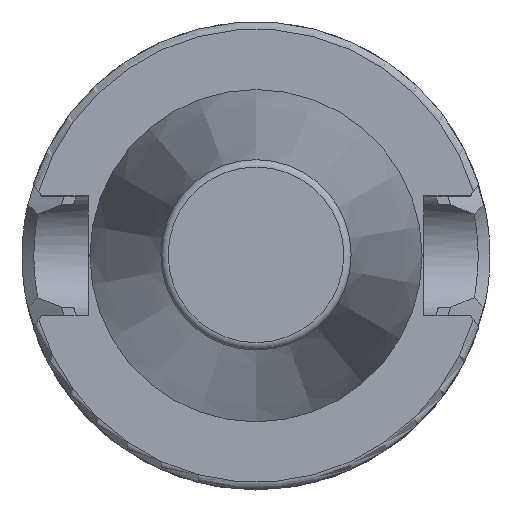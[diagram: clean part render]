
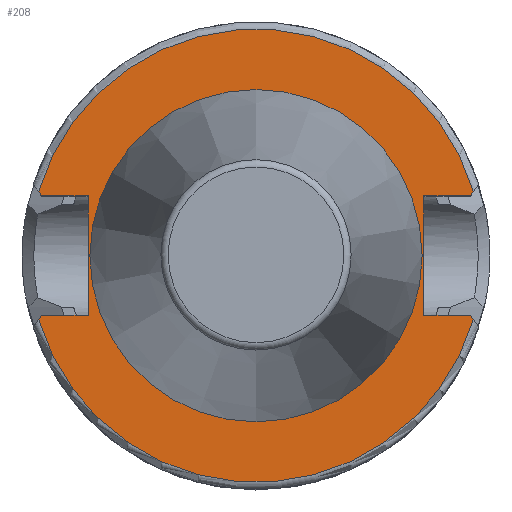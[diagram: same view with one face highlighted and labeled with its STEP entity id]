
A CAD part, top view. The second image highlights one B-rep face of the part: STEP entity #208.
In plain terms, the highlighted planar face has unit normal (0, 0, 1).
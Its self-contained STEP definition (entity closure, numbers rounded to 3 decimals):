
#71=FACE_BOUND('',#321,.T.);
#72=FACE_BOUND('',#322,.T.);
#149=PLANE('',#1016);
#208=ADVANCED_FACE('',(#71,#72),#149,.T.);
#321=EDGE_LOOP('',(#526));
#322=EDGE_LOOP('',(#527,#528,#529,#530,#531,#532,#533,#534,#535,#536,#537,
#538));
#382=LINE('',#1380,#420);
#386=LINE('',#1404,#424);
#390=LINE('',#1530,#428);
#391=LINE('',#1532,#429);
#392=LINE('',#1534,#430);
#393=LINE('',#1538,#431);
#394=LINE('',#1540,#432);
#395=LINE('',#1542,#433);
#396=LINE('',#1544,#434);
#397=LINE('',#1546,#435);
#420=VECTOR('',#1102,1.);
#424=VECTOR('',#1108,1.);
#428=VECTOR('',#1192,1.);
#429=VECTOR('',#1193,1.);
#430=VECTOR('',#1194,1.);
#431=VECTOR('',#1197,1.);
#432=VECTOR('',#1198,1.);
#433=VECTOR('',#1199,1.);
#434=VECTOR('',#1200,1.);
#435=VECTOR('',#1201,1.);
#526=ORIENTED_EDGE('',*,*,#817,.F.);
#527=ORIENTED_EDGE('',*,*,#820,.T.);
#528=ORIENTED_EDGE('',*,*,#821,.T.);
#529=ORIENTED_EDGE('',*,*,#822,.F.);
#530=ORIENTED_EDGE('',*,*,#823,.F.);
#531=ORIENTED_EDGE('',*,*,#824,.F.);
#532=ORIENTED_EDGE('',*,*,#825,.T.);
#533=ORIENTED_EDGE('',*,*,#826,.T.);
#534=ORIENTED_EDGE('',*,*,#827,.T.);
#535=ORIENTED_EDGE('',*,*,#828,.F.);
#536=ORIENTED_EDGE('',*,*,#789,.F.);
#537=ORIENTED_EDGE('',*,*,#788,.F.);
#538=ORIENTED_EDGE('',*,*,#783,.T.);
#694=VERTEX_POINT('',#1379);
#695=VERTEX_POINT('',#1381);
#697=VERTEX_POINT('',#1403);
#698=VERTEX_POINT('',#1407);
#722=VERTEX_POINT('',#1522);
#725=VERTEX_POINT('',#1531);
#726=VERTEX_POINT('',#1533);
#727=VERTEX_POINT('',#1535);
#728=VERTEX_POINT('',#1537);
#729=VERTEX_POINT('',#1539);
#730=VERTEX_POINT('',#1541);
#731=VERTEX_POINT('',#1543);
#732=VERTEX_POINT('',#1545);
#783=EDGE_CURVE('',#695,#694,#382,.T.);
#788=EDGE_CURVE('',#695,#697,#386,.T.);
#789=EDGE_CURVE('',#697,#698,#889,.T.);
#817=EDGE_CURVE('',#722,#722,#907,.T.);
#820=EDGE_CURVE('',#694,#725,#390,.T.);
#821=EDGE_CURVE('',#725,#726,#391,.T.);
#822=EDGE_CURVE('',#727,#726,#392,.T.);
#823=EDGE_CURVE('',#728,#727,#910,.T.);
#824=EDGE_CURVE('',#729,#728,#393,.T.);
#825=EDGE_CURVE('',#729,#730,#394,.T.);
#826=EDGE_CURVE('',#730,#731,#395,.T.);
#827=EDGE_CURVE('',#731,#732,#396,.T.);
#828=EDGE_CURVE('',#698,#732,#397,.T.);
#889=CIRCLE('',#976,30.5);
#907=CIRCLE('',#1009,22.371);
#910=CIRCLE('',#1015,30.5);
#976=AXIS2_PLACEMENT_3D('',#1406,#1111,#1112);
#1009=AXIS2_PLACEMENT_3D('',#1521,#1180,#1181);
#1015=AXIS2_PLACEMENT_3D('',#1536,#1195,#1196);
#1016=AXIS2_PLACEMENT_3D('',#1547,#1202,#1203);
#1102=DIRECTION('',(-1.,0.,0.));
#1108=DIRECTION('',(0.6,-0.8,0.));
#1111=DIRECTION('',(0.,0.,-1.));
#1112=DIRECTION('',(0.,-1.,0.));
#1180=DIRECTION('',(0.,0.,1.));
#1181=DIRECTION('',(1.,0.,0.));
#1192=DIRECTION('',(0.,1.,0.));
#1193=DIRECTION('',(1.,0.,0.));
#1194=DIRECTION('',(-0.6,-0.8,0.));
#1195=DIRECTION('',(0.,0.,-1.));
#1196=DIRECTION('',(0.,-1.,0.));
#1197=DIRECTION('',(-0.6,0.8,0.));
#1198=DIRECTION('',(1.,0.,0.));
#1199=DIRECTION('',(0.,-1.,0.));
#1200=DIRECTION('',(-1.,0.,0.));
#1201=DIRECTION('',(0.6,0.8,0.));
#1202=DIRECTION('',(0.,0.,1.));
#1203=DIRECTION('',(0.,1.,0.));
#1379=CARTESIAN_POINT('',(22.6,-8.05,-1.));
#1380=CARTESIAN_POINT('',(-3.95,-8.05,-1.));
#1381=CARTESIAN_POINT('',(28.854,-8.05,-1.));
#1403=CARTESIAN_POINT('',(29.264,-8.596,-1.));
#1404=CARTESIAN_POINT('',(16.527,8.387,-1.));
#1406=CARTESIAN_POINT('',(0.,0.,-1.));
#1407=CARTESIAN_POINT('',(-29.264,-8.596,-1.));
#1521=CARTESIAN_POINT('',(0.,0.,-1.));
#1522=CARTESIAN_POINT('',(22.371,0.,-1.));
#1530=CARTESIAN_POINT('',(22.6,0.,-1.));
#1531=CARTESIAN_POINT('',(22.6,8.05,-1.));
#1532=CARTESIAN_POINT('',(-3.95,8.05,-1.));
#1533=CARTESIAN_POINT('',(28.854,8.05,-1.));
#1534=CARTESIAN_POINT('',(16.527,-8.387,-1.));
#1535=CARTESIAN_POINT('',(29.264,8.596,-1.));
#1536=CARTESIAN_POINT('',(0.,0.,-1.));
#1537=CARTESIAN_POINT('',(-29.264,8.596,-1.));
#1538=CARTESIAN_POINT('',(-27.506,6.253,-1.));
#1539=CARTESIAN_POINT('',(-28.854,8.05,-1.));
#1540=CARTESIAN_POINT('',(-26.55,8.05,-1.));
#1541=CARTESIAN_POINT('',(-22.6,8.05,-1.));
#1542=CARTESIAN_POINT('',(-22.6,0.,-1.));
#1543=CARTESIAN_POINT('',(-22.6,-8.05,-1.));
#1544=CARTESIAN_POINT('',(-26.55,-8.05,-1.));
#1545=CARTESIAN_POINT('',(-28.854,-8.05,-1.));
#1546=CARTESIAN_POINT('',(-27.506,-6.253,-1.));
#1547=CARTESIAN_POINT('',(-30.5,0.,-1.));
